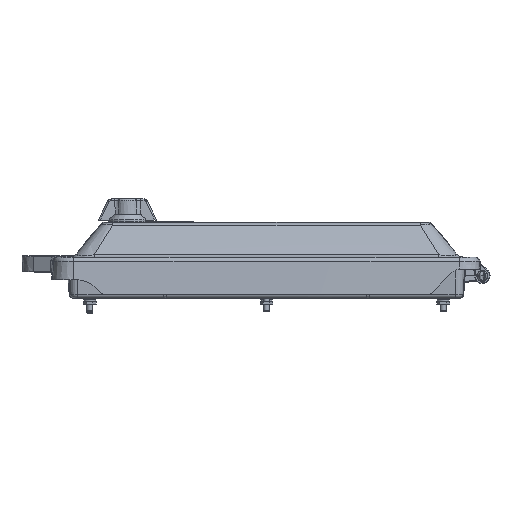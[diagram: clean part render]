
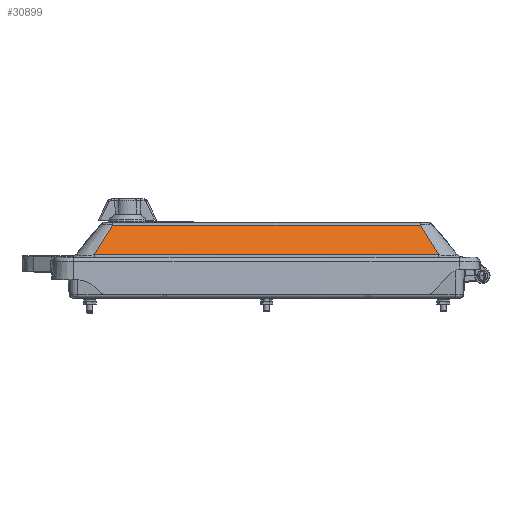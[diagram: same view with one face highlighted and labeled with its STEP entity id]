
A CAD part, left-side view. The second image highlights one B-rep face of the part: STEP entity #30899.
In plain terms, the highlighted free-form (B-spline) face has degree [3, 3] with [6, 4] control points.
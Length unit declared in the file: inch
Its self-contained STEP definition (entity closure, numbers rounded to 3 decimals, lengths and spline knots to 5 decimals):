
#215 = CARTESIAN_POINT ( 'NONE',  ( -7.59019, 1.72389, 2.4572 ) ) ;
#241 = CARTESIAN_POINT ( 'NONE',  ( -8.66441, -5.71738, 1.45523 ) ) ;
#730 = CARTESIAN_POINT ( 'NONE',  ( -8.66403, 5.7859, 1.45515 ) ) ;
#1344 = CARTESIAN_POINT ( 'NONE',  ( -8.6654, 5.78668, 1.45388 ) ) ;
#1820 = CARTESIAN_POINT ( 'NONE',  ( -8.66602, 5.69444, 1.45388 ) ) ;
#2209 = DIRECTION ( 'NONE',  ( 0.675, -0.386, 0.629 ) ) ;
#5551 = CARTESIAN_POINT ( 'NONE',  ( -7.59051, -5.17178, 2.45564 ) ) ;
#5948 = CARTESIAN_POINT ( 'NONE',  ( -7.59032, 3.44782, 2.45659 ) ) ;
#5977 = CARTESIAN_POINT ( 'NONE',  ( -8.6654, 5.57937, 1.4551 ) ) ;
#5986 = EDGE_CURVE ( 'NONE', #59899, #72524, #6420, .T. ) ;
#6420 = B_SPLINE_CURVE_WITH_KNOTS ( 'NONE', 3,
 ( #49587, #42469, #71934, #7362, #71455, #64770, #5948, #215, #56713, #28674, #92391, #27749, #63377, #34862, #19693, #35340 ),
 .UNSPECIFIED., .F., .F.,
 ( 4, 1, 1, 1, 1, 1, 1, 1, 1, 1, 1, 1, 1, 4 ),
 ( 0., 0.00893, 0.01786, 0.03571, 0.07143, 0.14286, 0.28571, 0.57143, 0.85714, 0.92857, 0.96429, 0.98214, 0.99107, 1. ),
 .UNSPECIFIED. ) ;
#7362 = CARTESIAN_POINT ( 'NONE',  ( -7.59055, 4.95607, 2.45573 ) ) ;
#9415 = FACE_OUTER_BOUND ( 'NONE', #55997, .T. ) ;
#10440 = B_SPLINE_CURVE_WITH_KNOTS ( 'NONE', 3,
 ( #36294, #241, #21116, #44383, #22542, #28245, #80487, #58630, #51499, #72896, #42502, #5977, #56739, #730 ),
 .UNSPECIFIED., .F., .F.,
 ( 4, 1, 1, 1, 1, 1, 1, 1, 1, 1, 1, 4 ),
 ( 0., 0.01786, 0.03571, 0.07143, 0.14286, 0.28571, 0.57143, 0.85714, 0.92857, 0.96429, 0.98214, 1. ),
 .UNSPECIFIED. ) ;
#14661 = CARTESIAN_POINT ( 'NONE',  ( -7.59043, -1.95986, 2.45742 ) ) ;
#15115 = CARTESIAN_POINT ( 'NONE',  ( -8.66633, -5.64832, 1.45388 ) ) ;
#15585 = CARTESIAN_POINT ( 'NONE',  ( -7.58861, 5.17069, 2.45742 ) ) ;
#16063 = CARTESIAN_POINT ( 'NONE',  ( -7.58968, 3.4085, 2.45742 ) ) ;
#17129 = VECTOR ( 'NONE', #70681, 39.37008 ) ;
#19693 = CARTESIAN_POINT ( 'NONE',  ( -7.59061, -5.14067, 2.45558 ) ) ;
#21116 = CARTESIAN_POINT ( 'NONE',  ( -8.6654, -5.57937, 1.4551 ) ) ;
#22542 = CARTESIAN_POINT ( 'NONE',  ( -8.67013, -4.82165, 1.4548 ) ) ;
#22676 = CARTESIAN_POINT ( 'NONE',  ( -8.3071, -5.4604, 1.78839 ) ) ;
#23641 = CARTESIAN_POINT ( 'NONE',  ( -8.67949, 3.77859, 1.45388 ) ) ;
#23720 = VERTEX_POINT ( 'NONE', #24848 ) ;
#24848 = CARTESIAN_POINT ( 'NONE',  ( -8.66403, 5.7859, 1.45515 ) ) ;
#27749 = CARTESIAN_POINT ( 'NONE',  ( -7.59049, -4.74069, 2.45589 ) ) ;
#28218 = VERTEX_POINT ( 'NONE', #78531 ) ;
#28245 = CARTESIAN_POINT ( 'NONE',  ( -8.67528, -3.85735, 1.45448 ) ) ;
#28674 = CARTESIAN_POINT ( 'NONE',  ( -7.59026, -2.95529, 2.45683 ) ) ;
#30899 = ADVANCED_FACE ( 'NONE', ( #9415 ), #73502, .T. ) ;
#34862 = CARTESIAN_POINT ( 'NONE',  ( -7.59054, -5.0793, 2.45567 ) ) ;
#35340 = CARTESIAN_POINT ( 'NONE',  ( -7.59051, -5.17178, 2.45564 ) ) ;
#36294 = CARTESIAN_POINT ( 'NONE',  ( -8.66403, -5.7859, 1.45515 ) ) ;
#36426 = CARTESIAN_POINT ( 'NONE',  ( -7.58868, -5.08459, 2.45742 ) ) ;
#36915 = CARTESIAN_POINT ( 'NONE',  ( -8.30701, 5.50072, 1.78839 ) ) ;
#38091 = EDGE_CURVE ( 'NONE', #23720, #59899, #38733, .T. ) ;
#38733 = LINE ( 'NONE', #88170, #51239 ) ;
#42469 = CARTESIAN_POINT ( 'NONE',  ( -7.59061, 5.14067, 2.45558 ) ) ;
#42502 = CARTESIAN_POINT ( 'NONE',  ( -8.66716, 5.30394, 1.45502 ) ) ;
#43587 = CARTESIAN_POINT ( 'NONE',  ( -7.9479, -5.2725, 2.12291 ) ) ;
#44383 = CARTESIAN_POINT ( 'NONE',  ( -8.66716, -5.30394, 1.45502 ) ) ;
#45000 = CARTESIAN_POINT ( 'NONE',  ( -8.30647, -5.58135, 1.78839 ) ) ;
#49587 = CARTESIAN_POINT ( 'NONE',  ( -7.59051, 5.17178, 2.45564 ) ) ;
#51170 = CARTESIAN_POINT ( 'NONE',  ( -8.31618, 3.65523, 1.78839 ) ) ;
#51239 = VECTOR ( 'NONE', #2209, 39.37008 ) ;
#51499 = CARTESIAN_POINT ( 'NONE',  ( -8.67823, 3.30631, 1.45429 ) ) ;
#52136 = CARTESIAN_POINT ( 'NONE',  ( -7.58865, 5.11329, 2.45742 ) ) ;
#52604 = CARTESIAN_POINT ( 'NONE',  ( -8.3231, -2.10087, 1.78839 ) ) ;
#55927 = LINE ( 'NONE', #93025, #17129 ) ;
#55997 = EDGE_LOOP ( 'NONE', ( #61543, #60838, #93332, #79524 ) ) ;
#56713 = CARTESIAN_POINT ( 'NONE',  ( -7.59014, -0.73879, 2.45741 ) ) ;
#56739 = CARTESIAN_POINT ( 'NONE',  ( -8.66441, 5.71738, 1.45523 ) ) ;
#58286 = CARTESIAN_POINT ( 'NONE',  ( -7.58861, -5.17069, 2.45742 ) ) ;
#58630 = CARTESIAN_POINT ( 'NONE',  ( -8.68546, 0.82656, 1.45384 ) ) ;
#59704 = CARTESIAN_POINT ( 'NONE',  ( -7.95669, -2.03036, 2.12291 ) ) ;
#59899 = VERTEX_POINT ( 'NONE', #93838 ) ;
#60838 = ORIENTED_EDGE ( 'NONE', *, *, #74037, .T. ) ;
#61543 = ORIENTED_EDGE ( 'NONE', *, *, #68371, .F. ) ;
#63377 = CARTESIAN_POINT ( 'NONE',  ( -7.59055, -4.95607, 2.45573 ) ) ;
#64770 = CARTESIAN_POINT ( 'NONE',  ( -7.59043, 4.30972, 2.45614 ) ) ;
#65880 = CARTESIAN_POINT ( 'NONE',  ( -7.94754, 5.37602, 2.12291 ) ) ;
#66373 = CARTESIAN_POINT ( 'NONE',  ( -8.30647, 5.58135, 1.78839 ) ) ;
#68371 = EDGE_CURVE ( 'NONE', #28218, #23720, #10440, .T. ) ;
#70681 = DIRECTION ( 'NONE',  ( 0.675, 0.386, 0.629 ) ) ;
#71455 = CARTESIAN_POINT ( 'NONE',  ( -7.59049, 4.74069, 2.45589 ) ) ;
#71934 = CARTESIAN_POINT ( 'NONE',  ( -7.59054, 5.0793, 2.45567 ) ) ;
#72524 = VERTEX_POINT ( 'NONE', #5551 ) ;
#72559 = CARTESIAN_POINT ( 'NONE',  ( -7.95299, 3.53187, 2.12291 ) ) ;
#72896 = CARTESIAN_POINT ( 'NONE',  ( -8.67013, 4.82166, 1.4548 ) ) ;
#73502 = B_SPLINE_SURFACE_WITH_KNOTS ( 'NONE', 3, 3, ( 
 ( #1344, #66373, #65880, #15585 ),
 ( #1820, #36915, #87782, #52136 ),
 ( #23641, #51170, #72559, #16063 ),
 ( #81583, #52604, #59704, #14661 ),
 ( #15115, #22676, #43587, #36426 ),
 ( #80632, #45000, #73983, #58286 ) ),
 .UNSPECIFIED., .F., .F., .F.,
 ( 4, 1, 1, 4 ),
 ( 4, 4 ),
 ( 0., 0.28571, 0.57143, 1. ),
 ( 0.15804, 0.93599 ),
 .UNSPECIFIED. ) ;
#73983 = CARTESIAN_POINT ( 'NONE',  ( -7.94754, -5.37602, 2.12291 ) ) ;
#74037 = EDGE_CURVE ( 'NONE', #28218, #72524, #55927, .T. ) ;
#78531 = CARTESIAN_POINT ( 'NONE',  ( -8.66403, -5.7859, 1.45515 ) ) ;
#79524 = ORIENTED_EDGE ( 'NONE', *, *, #38091, .F. ) ;
#80487 = CARTESIAN_POINT ( 'NONE',  ( -8.68278, -1.92866, 1.454 ) ) ;
#80632 = CARTESIAN_POINT ( 'NONE',  ( -8.6654, -5.78668, 1.45388 ) ) ;
#81583 = CARTESIAN_POINT ( 'NONE',  ( -8.68936, -2.17137, 1.45388 ) ) ;
#87782 = CARTESIAN_POINT ( 'NONE',  ( -7.94766, 5.307, 2.12291 ) ) ;
#88170 = CARTESIAN_POINT ( 'NONE',  ( -8.88416, 5.91182, 1.25 ) ) ;
#92391 = CARTESIAN_POINT ( 'NONE',  ( -7.59043, -4.30972, 2.45614 ) ) ;
#93025 = CARTESIAN_POINT ( 'NONE',  ( -8.88416, -5.91182, 1.25 ) ) ;
#93332 = ORIENTED_EDGE ( 'NONE', *, *, #5986, .F. ) ;
#93838 = CARTESIAN_POINT ( 'NONE',  ( -7.59051, 5.17178, 2.45564 ) ) ;
